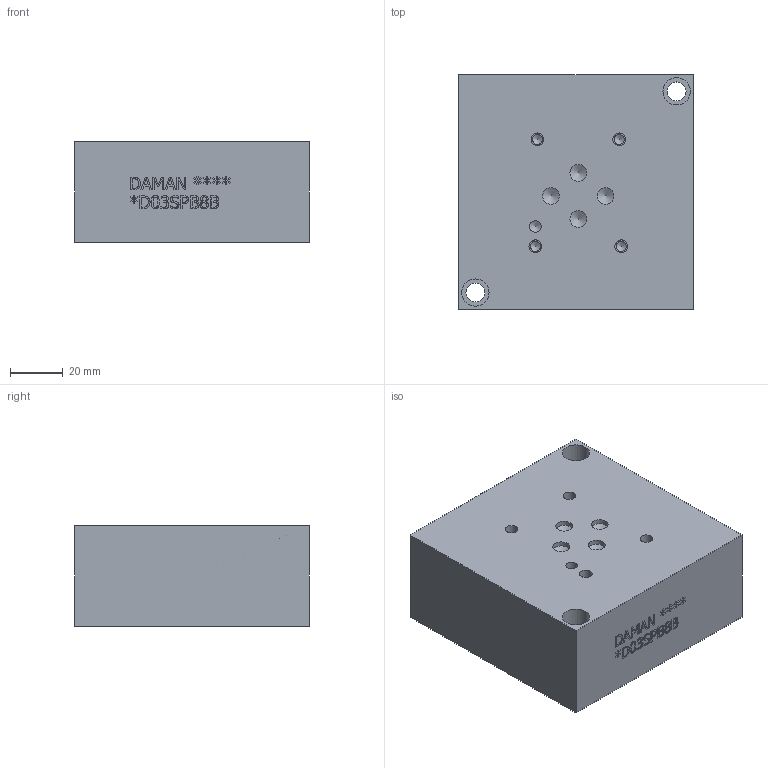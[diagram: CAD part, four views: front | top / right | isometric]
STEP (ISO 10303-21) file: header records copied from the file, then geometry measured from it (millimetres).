
FILE_DESCRIPTION(/* description */ (''),/* implementation_level */ '2;1');
FILE_NAME(/* name */ '_D03SPB8B.stp',/* time_stamp */ '2021-06-18T13:22:22-04:00',/* author */ ('anthonyv'),/* organization */ (''),/* preprocessor_version */ 'ST-DEVELOPER v18.1',/* originating_system */ 'Autodesk Inventor 2021',/* authorisation */ '');
FILE_SCHEMA (('AUTOMOTIVE_DESIGN { 1 0 10303 214 3 1 1 }'));
Length unit declared in the file: millimetre
Products named in the file (1): Part_AD03SPB8B_3D
Bounding box: 88.9 x 88.9 x 38.1 mm (x, y, z)
Volume: 260094.9 mm3; surface area: 39197.7 mm2
Topology: 1 solids, 1 shells, 473 faces, 1292 edges, 872 vertices
Faces by surface type: plane 283, bspline 140, cylinder 33, cone 17
Full cylindrical faces by diameter (mm): 3.785 x4, 4.369 x1, 4.826 x4, 6.35 x4, 7.137 x2, 10.312 x2, 17.475 x4, 18.923 x4, 21.057 x4, 30.683 x4
Entity records: 16017 total; most frequent: CARTESIAN_POINT 4445, ORIENTED_EDGE 2558, DIRECTION 1788, EDGE_CURVE 1279, LINE 878, VECTOR 878, VERTEX_POINT 872, EDGE_LOOP 541
